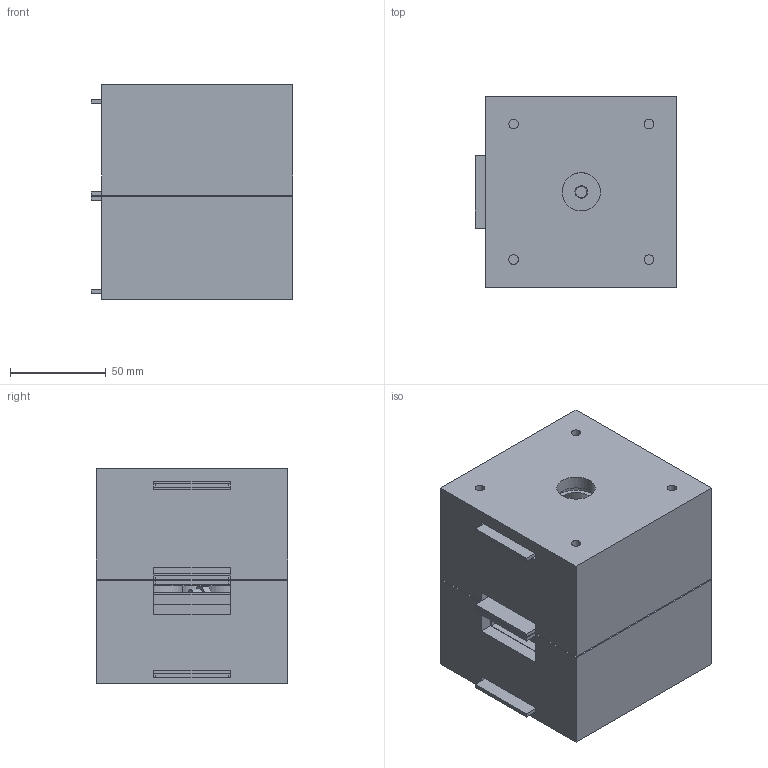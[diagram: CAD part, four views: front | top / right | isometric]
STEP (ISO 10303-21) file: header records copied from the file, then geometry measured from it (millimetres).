
FILE_DESCRIPTION(/* description */ (''),/* implementation_level */ '2;1');
FILE_NAME(/* name */ 'LEM_Versione_Ibrida_MIRION_AMETEK_LargerCalo.step',/* time_stamp */ '2023-09-05T12:06:25+02:00',/* author */ (''),/* organization */ (''),/* preprocessor_version */ 'ST-DEVELOPER v20',/* originating_system */ 'Autodesk Translation Framework v12.9.0.99',/* authorisation */ '');
FILE_SCHEMA (('AUTOMOTIVE_DESIGN { 1 0 10303 214 3 1 1 }'));
Length unit declared in the file: millimetre
Products named in the file (47): LEM_Versione_Ibrida_MIRION_AMETEK_VetoChannel_NoInterferenze; AlFrame_Thick (4) (5); Calo (5); SiliconDetector_Thin (4) (5); AlScrew_Thick (4) (5); AlScrew (1) (5); AlFrame_Thin (2) (5); BakeliteCable_Thick (3) (5); BakeliteBoardTop (5); AlFrame_Thick (3) (5); AlFrame_Thick (9); AlFrame_Thick (2) (5); BakeliteCable_Thick (4) (5); AlScrew (2) (5); AlBottom (5); AlCoverUpper (5); PlasticVetoTop (5); AlCoverLower (5); SiliconDetector_Thick (2) (5); SiliconDetector_Thin (9); SiliconDetector_Thin (2) (5); AlScrew_Thick (2) (5); AlScrew (3) (5); AlFrame_Thick (1) (5); AlScrew (8); BakeliteBoardBottom (5); BakeliteBoardMiddleLower (5); AlScrew_Thick (9); BakeliteCable_Thick (1) (5); AlTop (5); SiliconDetector_Thick (3) (5); BakeliteBoardCalo (5); SiliconDetector_Thick (9); AlScrew_Thick (3) (5); SiliconDetector_Thick (4) (5); AlFrame_Thin (4) (5); AlFrame_Thin (3) (5); SiliconDetector_Thin (1) (5); SiliconDetector_Thin (3) (5); AlScrew_Thick (1) (5) ...
Assembly tree (46 placements, depth 2):
  LEM_Versione_Ibrida_MIRION_AMETEK_VetoChannel_NoInterferenze
    AlFrame_Thick (4) (5)
    Calo (5)
    SiliconDetector_Thin (4) (5)
    AlScrew_Thick (4) (5)
    AlScrew (1) (5)
    AlFrame_Thin (2) (5)
    BakeliteCable_Thick (3) (5)
    BakeliteBoardTop (5)
    AlFrame_Thick (3) (5)
    AlFrame_Thick (9)
    AlFrame_Thick (2) (5)
    BakeliteCable_Thick (4) (5)
    AlScrew (2) (5)
    AlBottom (5)
    AlCoverUpper (5)
    PlasticVetoTop (5)
    AlCoverLower (5)
    SiliconDetector_Thick (2) (5)
    SiliconDetector_Thin (9)
    SiliconDetector_Thin (2) (5)
    AlScrew_Thick (2) (5)
    AlScrew (3) (5)
    AlFrame_Thick (1) (5)
    AlScrew (8)
    BakeliteBoardBottom (5)
    BakeliteBoardMiddleLower (5)
    AlScrew_Thick (9)
    BakeliteCable_Thick (1) (5)
    AlTop (5)
    SiliconDetector_Thick (3) (5)
    BakeliteBoardCalo (5)
    SiliconDetector_Thick (9)
    AlScrew_Thick (3) (5)
    SiliconDetector_Thick (4) (5)
    AlFrame_Thin (4) (5)
    AlFrame_Thin (3) (5)
    SiliconDetector_Thin (1) (5)
    SiliconDetector_Thin (3) (5)
    AlScrew_Thick (1) (5)
    AlFrame_Thin (1) (5)
    BakeliteBoardMiddleUpper (5)
    AlFrame_Thin (9)
    PlasticVetoBottom (5)
    BakeliteCable_Thick (9)
    SiliconDetector_Thick (1) (5)
    BakeliteCable_Thick (2) (5)
Bounding box: 105.5 x 100 x 112.7 mm (x, y, z)
Volume: 929707.5 mm3; surface area: 341832 mm2
Topology: 46 solids, 46 shells, 473 faces, 1095 edges, 730 vertices
Faces by surface type: plane 313, cylinder 154, bspline 4, cone 2
Full cylindrical faces by diameter (mm): 4.4 x1, 4.492 x4, 4.98 x4, 5 x41, 5.092 x4, 7.6 x1, 8 x3, 9 x1, 12.8 x1, 13.2 x1, 13.4 x4, 13.8 x12, 14 x1, 14.863 x1, 15.2 x1, 15.8 x4, 16 x1, 16.2 x1, 17.4 x1, 19.4 x1, 20 x9, 21.931 x4, 22 x4, 22.8 x4, 23 x4, 24 x1, 24.1 x8, 26.1 x4
Entity records: 15583 total; most frequent: CARTESIAN_POINT 2638, DIRECTION 2545, ORIENTED_EDGE 2190, EDGE_CURVE 1095, AXIS2_PLACEMENT_3D 907, LINE 731, VECTOR 731, VERTEX_POINT 730
